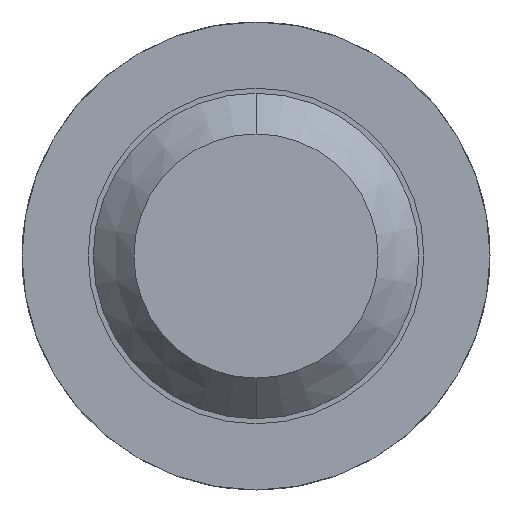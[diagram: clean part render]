
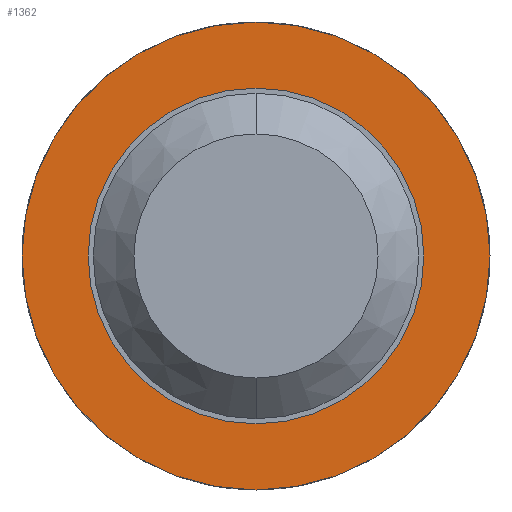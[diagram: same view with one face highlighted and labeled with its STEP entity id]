
A CAD part, front view. The second image highlights one B-rep face of the part: STEP entity #1362.
In plain terms, the highlighted planar face has unit normal (0, -1, 0).
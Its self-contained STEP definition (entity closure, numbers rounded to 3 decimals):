
#180 = CARTESIAN_POINT ( 'NONE',  ( 0., -1.5, 1.15 ) ) ;
#256 = EDGE_CURVE ( 'Defeature ausgef�hrt4_48+Defeature ausgef�hrt4_47+Defeature ausgef�hrt4_47+Defeature ausgef�hrt4_47', #763, #1617, #2299, .T. ) ;
#341 = DIRECTION ( 'NONE',  ( 0., 0., 1. ) ) ;
#371 = CARTESIAN_POINT ( 'NONE',  ( 0., -1.5, 0. ) ) ;
#420 = AXIS2_PLACEMENT_3D ( 'NONE', #529, #2367, #3104 ) ;
#469 = CARTESIAN_POINT ( 'NONE',  ( 0., -1.5, 0. ) ) ;
#529 = CARTESIAN_POINT ( 'NONE',  ( 0.825, -1.5, 0. ) ) ;
#597 = EDGE_LOOP ( 'NONE', ( #3101, #2727 ) ) ;
#697 = DIRECTION ( 'NONE',  ( 0., 0., 1. ) ) ;
#763 = VERTEX_POINT ( 'NONE', #1557 ) ;
#841 = DIRECTION ( 'NONE',  ( 0., 1., 0. ) ) ;
#917 = ORIENTED_EDGE ( 'NONE', *, *, #256, .T. ) ;
#1362 = ADVANCED_FACE ( 'Defeature ausgef�hrt4_48', ( #1922, #3459 ), #3797, .F. ) ;
#1437 = DIRECTION ( 'NONE',  ( 0., 0., 1. ) ) ;
#1557 = CARTESIAN_POINT ( 'NONE',  ( 0., -1.5, 0.825 ) ) ;
#1582 = DIRECTION ( 'NONE',  ( 0., 0., 1. ) ) ;
#1617 = VERTEX_POINT ( 'NONE', #2968 ) ;
#1763 = DIRECTION ( 'NONE',  ( 0., 1., 0. ) ) ;
#1922 = FACE_OUTER_BOUND ( 'NONE', #597, .T. ) ;
#2069 = VERTEX_POINT ( 'NONE', #180 ) ;
#2253 = CIRCLE ( 'NONE', #2801, 1.15 ) ;
#2299 = CIRCLE ( 'NONE', #3083, 0.825 ) ;
#2367 = DIRECTION ( 'NONE',  ( 0., 1., 0. ) ) ;
#2466 = AXIS2_PLACEMENT_3D ( 'NONE', #3612, #1763, #1437 ) ;
#2484 = ORIENTED_EDGE ( 'NONE', *, *, #2930, .T. ) ;
#2677 = EDGE_CURVE ( 'Defeature ausgef�hrt4_44+Defeature ausgef�hrt4_48+Defeature ausgef�hrt4_48+Defeature ausgef�hrt4_48', #4634, #2069, #3234, .T. ) ;
#2727 = ORIENTED_EDGE ( 'NONE', *, *, #2677, .F. ) ;
#2801 = AXIS2_PLACEMENT_3D ( 'NONE', #3937, #4358, #697 ) ;
#2930 = EDGE_CURVE ( 'Defeature ausgef�hrt4_48+Defeature ausgef�hrt4_47+Defeature ausgef�hrt4_47+Defeature ausgef�hrt4_47', #1617, #763, #3448, .T. ) ;
#2936 = EDGE_LOOP ( 'NONE', ( #917, #2484 ) ) ;
#2965 = EDGE_CURVE ( 'Defeature ausgef�hrt4_44+Defeature ausgef�hrt4_48+Defeature ausgef�hrt4_48+Defeature ausgef�hrt4_48', #2069, #4634, #2253, .T. ) ;
#2968 = CARTESIAN_POINT ( 'NONE',  ( 0., -1.5, -0.825 ) ) ;
#3083 = AXIS2_PLACEMENT_3D ( 'NONE', #371, #3288, #341 ) ;
#3101 = ORIENTED_EDGE ( 'NONE', *, *, #2965, .F. ) ;
#3104 = DIRECTION ( 'NONE',  ( 0., 0., 1. ) ) ;
#3234 = CIRCLE ( 'NONE', #4374, 1.15 ) ;
#3288 = DIRECTION ( 'NONE',  ( 0., 1., 0. ) ) ;
#3448 = CIRCLE ( 'NONE', #2466, 0.825 ) ;
#3459 = FACE_BOUND ( 'NONE', #2936, .T. ) ;
#3612 = CARTESIAN_POINT ( 'NONE',  ( 0., -1.5, 0. ) ) ;
#3797 = PLANE ( 'NONE',  #420 ) ;
#3937 = CARTESIAN_POINT ( 'NONE',  ( 0., -1.5, 0. ) ) ;
#4358 = DIRECTION ( 'NONE',  ( 0., 1., 0. ) ) ;
#4374 = AXIS2_PLACEMENT_3D ( 'NONE', #469, #841, #1582 ) ;
#4407 = CARTESIAN_POINT ( 'NONE',  ( 0., -1.5, -1.15 ) ) ;
#4634 = VERTEX_POINT ( 'NONE', #4407 ) ;
